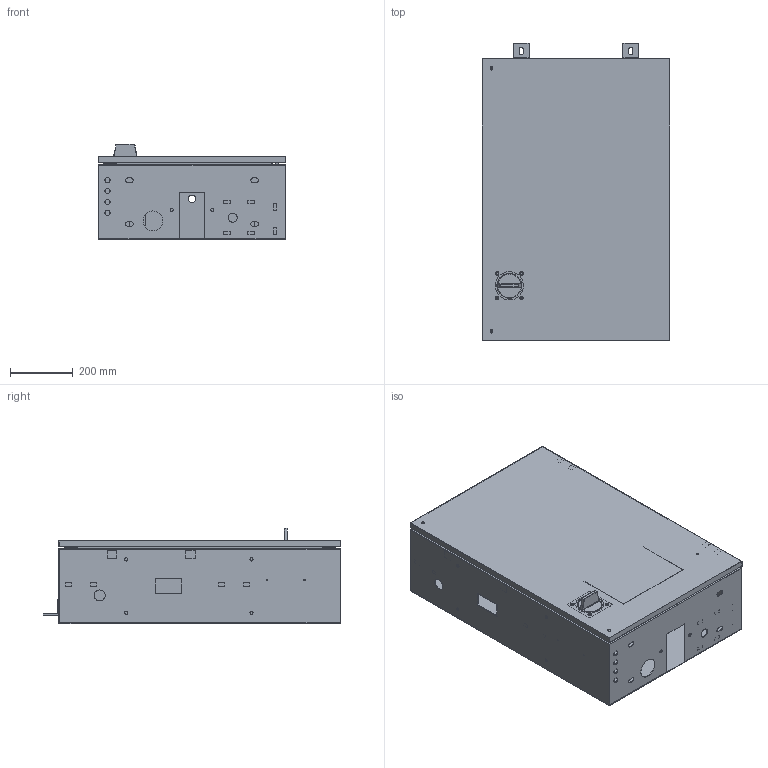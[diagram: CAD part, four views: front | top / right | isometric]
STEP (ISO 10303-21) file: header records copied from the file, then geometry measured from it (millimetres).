
FILE_DESCRIPTION (( 'STEP AP203' ), '1' );
FILE_NAME ('01A0534395P-¹q±±½c.STEP', '2023-10-02T08:09:00', ( '' ), ( '' ), 'SwSTEP 2.0', 'SolidWorks 2018', '' );
FILE_SCHEMA (( 'CONFIG_CONTROL_DESIGN' ));
Length unit declared in the file: millimetre
Products named in the file (1): 01A0534395P-電控箱
Bounding box: 600 x 950 x 304.3 mm (x, y, z)
Volume: 4296981.3 mm3; surface area: 4224741.5 mm2
Topology: 30 solids, 30 shells, 452 faces, 1119 edges, 743 vertices
Faces by surface type: plane 313, cylinder 108, bspline 20, torus 7, cone 4
Full cylindrical faces by diameter (mm): 3.3 x2, 4.2 x2, 5 x4, 5.3 x4, 6.8 x4, 7 x17, 8 x4, 10 x6, 12 x4, 14 x1, 21 x1, 22 x2, 23 x1, 25 x1, 28 x1, 30 x1, 35 x1, 63 x1, 76 x1, 78 x1, 90 x1
Entity records: 13860 total; most frequent: CARTESIAN_POINT 3186, DIRECTION 2089, ORIENTED_EDGE 2066, EDGE_CURVE 1033, LINE 751, VECTOR 751, VERTEX_POINT 722, AXIS2_PLACEMENT_3D 669
